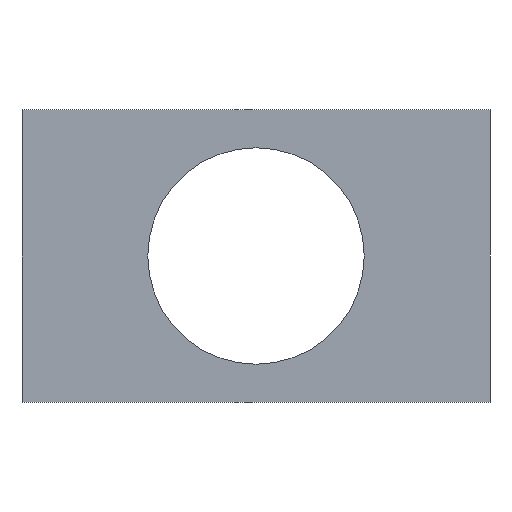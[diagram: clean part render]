
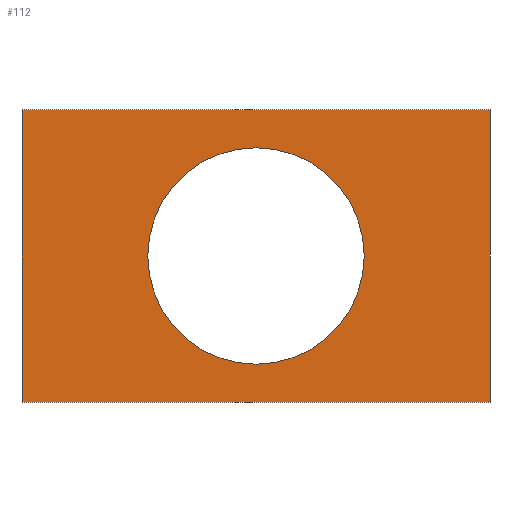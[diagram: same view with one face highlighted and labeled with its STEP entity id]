
A CAD part, front view. The second image highlights one B-rep face of the part: STEP entity #112.
In plain terms, the highlighted planar face has unit normal (0, -1, 0).
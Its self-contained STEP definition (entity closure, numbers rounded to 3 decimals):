
#4 = CARTESIAN_POINT ( 'NONE',  ( -40., 0., -25. ) ) ;
#5 = FACE_OUTER_BOUND ( 'NONE', #20, .T. ) ;
#7 = CARTESIAN_POINT ( 'NONE',  ( 40., 0., 25. ) ) ;
#13 = ORIENTED_EDGE ( 'NONE', *, *, #70, .F. ) ;
#14 = EDGE_CURVE ( 'NONE', #234, #274, #105, .T. ) ;
#16 = ORIENTED_EDGE ( 'NONE', *, *, #14, .T. ) ;
#18 = CARTESIAN_POINT ( 'NONE',  ( 0., 0., -18.5 ) ) ;
#20 = EDGE_LOOP ( 'NONE', ( #270, #141, #186, #13 ) ) ;
#30 = CARTESIAN_POINT ( 'NONE',  ( -40., 0., -25. ) ) ;
#31 = LINE ( 'NONE', #4, #90 ) ;
#41 = VECTOR ( 'NONE', #107, 1000. ) ;
#70 = EDGE_CURVE ( 'NONE', #207, #194, #111, .T. ) ;
#72 = AXIS2_PLACEMENT_3D ( 'NONE', #221, #265, #158 ) ;
#74 = CARTESIAN_POINT ( 'NONE',  ( -40., 0., 25. ) ) ;
#79 = DIRECTION ( 'NONE',  ( 0., 0., 1. ) ) ;
#80 = AXIS2_PLACEMENT_3D ( 'NONE', #117, #145, #79 ) ;
#88 = DIRECTION ( 'NONE',  ( 1., 0., 0. ) ) ;
#90 = VECTOR ( 'NONE', #113, 1000. ) ;
#105 = CIRCLE ( 'NONE', #80, 18.5 ) ;
#107 = DIRECTION ( 'NONE',  ( 0., 0., -1. ) ) ;
#111 = LINE ( 'NONE', #7, #185 ) ;
#112 = ADVANCED_FACE ( 'NONE', ( #5, #177 ), #198, .T. ) ;
#113 = DIRECTION ( 'NONE',  ( 0., 0., 1. ) ) ;
#117 = CARTESIAN_POINT ( 'NONE',  ( 0., 0., 0. ) ) ;
#120 = AXIS2_PLACEMENT_3D ( 'NONE', #237, #152, #172 ) ;
#121 = VERTEX_POINT ( 'NONE', #30 ) ;
#125 = EDGE_CURVE ( 'NONE', #166, #121, #131, .T. ) ;
#129 = CARTESIAN_POINT ( 'NONE',  ( 40., 0., -25. ) ) ;
#131 = LINE ( 'NONE', #175, #229 ) ;
#141 = ORIENTED_EDGE ( 'NONE', *, *, #125, .F. ) ;
#145 = DIRECTION ( 'NONE',  ( 0., 1., 0. ) ) ;
#146 = EDGE_CURVE ( 'NONE', #121, #207, #31, .T. ) ;
#150 = EDGE_CURVE ( 'NONE', #194, #166, #259, .T. ) ;
#152 = DIRECTION ( 'NONE',  ( 0., 1., 0. ) ) ;
#158 = DIRECTION ( 'NONE',  ( 0., 0., -1. ) ) ;
#166 = VERTEX_POINT ( 'NONE', #244 ) ;
#169 = CIRCLE ( 'NONE', #120, 18.5 ) ;
#172 = DIRECTION ( 'NONE',  ( 0., 0., 1. ) ) ;
#175 = CARTESIAN_POINT ( 'NONE',  ( 40., 0., -25. ) ) ;
#177 = FACE_BOUND ( 'NONE', #181, .T. ) ;
#181 = EDGE_LOOP ( 'NONE', ( #16, #216 ) ) ;
#185 = VECTOR ( 'NONE', #88, 1000. ) ;
#186 = ORIENTED_EDGE ( 'NONE', *, *, #150, .F. ) ;
#194 = VERTEX_POINT ( 'NONE', #268 ) ;
#198 = PLANE ( 'NONE',  #72 ) ;
#207 = VERTEX_POINT ( 'NONE', #74 ) ;
#216 = ORIENTED_EDGE ( 'NONE', *, *, #262, .T. ) ;
#217 = CARTESIAN_POINT ( 'NONE',  ( 0., 0., 18.5 ) ) ;
#221 = CARTESIAN_POINT ( 'NONE',  ( 0., 0., 0. ) ) ;
#229 = VECTOR ( 'NONE', #246, 1000. ) ;
#234 = VERTEX_POINT ( 'NONE', #18 ) ;
#237 = CARTESIAN_POINT ( 'NONE',  ( 0., 0., 0. ) ) ;
#244 = CARTESIAN_POINT ( 'NONE',  ( 40., 0., -25. ) ) ;
#246 = DIRECTION ( 'NONE',  ( -1., 0., 0. ) ) ;
#259 = LINE ( 'NONE', #129, #41 ) ;
#262 = EDGE_CURVE ( 'NONE', #274, #234, #169, .T. ) ;
#265 = DIRECTION ( 'NONE',  ( 0., -1., 0. ) ) ;
#268 = CARTESIAN_POINT ( 'NONE',  ( 40., 0., 25. ) ) ;
#270 = ORIENTED_EDGE ( 'NONE', *, *, #146, .F. ) ;
#274 = VERTEX_POINT ( 'NONE', #217 ) ;
